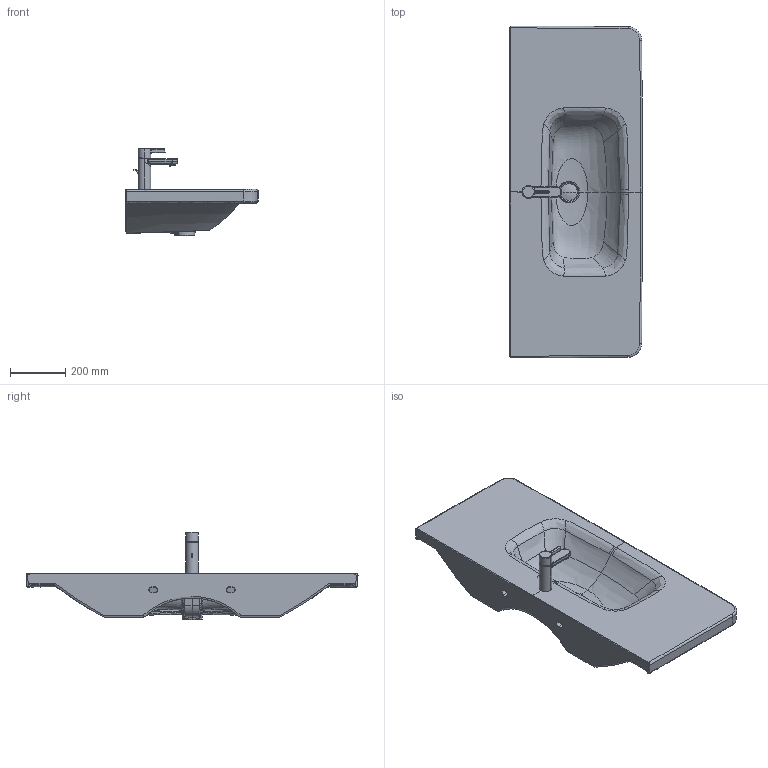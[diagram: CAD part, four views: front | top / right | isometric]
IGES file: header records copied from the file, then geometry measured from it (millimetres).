
Global section: file name: No Iges File Name specified; native system: Autodesk Inventor 2011; preprocessor: AutoDesk Inventor Iges Exporter R2011; author: Administrator; date: 20131010.120831; units: millimetre
Bounding box: 480.01 x 1199.49 x 317.61 mm (x, y, z)
Volume: 38946224.9 mm3; surface area: 1761813.2 mm2
Topology: 7 solids, 7 shells, 598 faces, 1480 edges, 895 vertices
Faces by surface type: bspline 323, plane 113, revolution 62, cylinder 61, torus 25, cone 11, sphere 3
